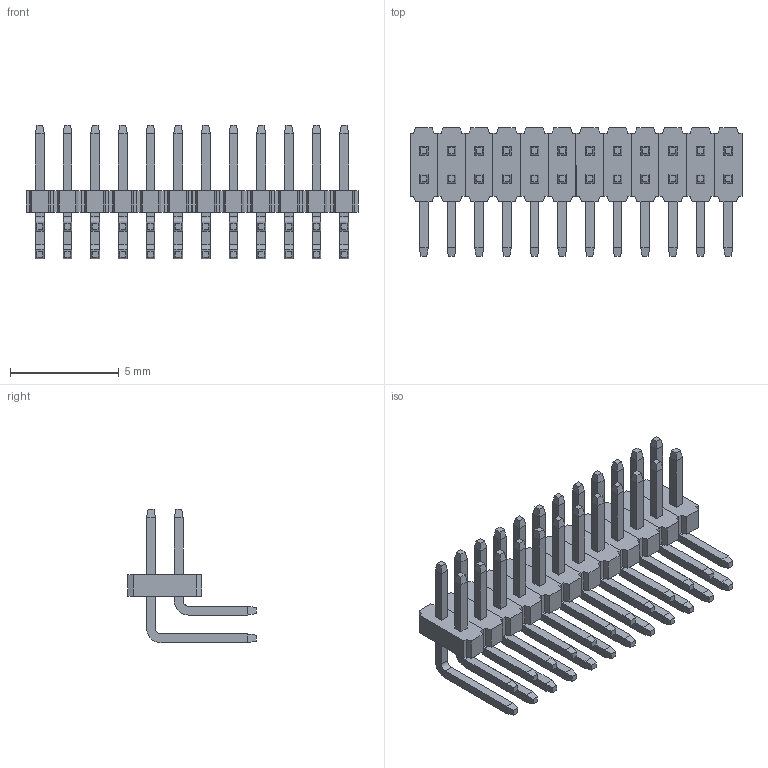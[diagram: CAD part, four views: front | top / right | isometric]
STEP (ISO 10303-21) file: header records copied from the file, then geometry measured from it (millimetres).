
FILE_DESCRIPTION (( 'STEP AP214' ), '1' );
FILE_NAME ('GRPB122MWCN-RC.STEP', '2024-10-23T22:08:32', ( '' ), ( '' ), 'SwSTEP 2.0', 'SolidWorks 2021', '' );
FILE_SCHEMA (( 'AUTOMOTIVE_DESIGN' ));
Length unit declared in the file: inch
Products named in the file (3): GRPB032MWCN-RC_GRPB12; Pin - Gold; GRPB122MWCN-RC
Assembly tree (13 placements, depth 2):
  GRPB122MWCN-RC
    Pin - Gold  x12
    GRPB032MWCN-RC_GRPB12
Bounding box: 15.24 x 5.89 x 6.12 mm (x, y, z)
Volume: 80.8 mm3; surface area: 597.9 mm2
Topology: 36 solids, 36 shells, 696 faces, 1680 edges, 1056 vertices
Faces by surface type: plane 648, cylinder 48
Entity records: 9564 total; most frequent: CARTESIAN_POINT 1644, ORIENTED_EDGE 1600, DIRECTION 1440, EDGE_CURVE 800, LINE 792, VECTOR 792, VERTEX_POINT 528, EDGE_LOOP 348
